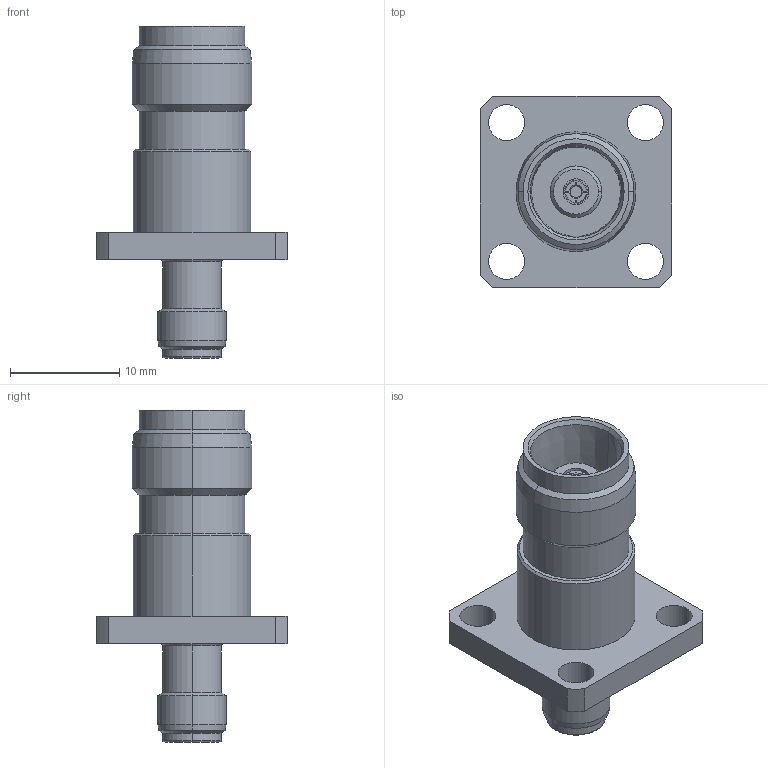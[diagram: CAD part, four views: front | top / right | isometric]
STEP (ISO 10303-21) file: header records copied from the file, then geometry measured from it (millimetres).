
FILE_DESCRIPTION (( 'STEP AP214' ), '1' );
FILE_NAME ('J01019A0035.STEP', '2018-07-13T06:27:14', ( '' ), ( '' ), 'SwSTEP 2.0', 'SolidWorks 2017', '' );
FILE_SCHEMA (( 'AUTOMOTIVE_DESIGN' ));
Length unit declared in the file: millimetre
Products named in the file (1): J01019A0035
Bounding box: 17.5 x 17.5 x 30.4 mm (x, y, z)
Volume: 2253.2 mm3; surface area: 1856.9 mm2
Topology: 1 solids, 1 shells, 116 faces, 268 edges, 168 vertices
Faces by surface type: cylinder 48, plane 34, cone 24, torus 10
Entity records: 4603 total; most frequent: CARTESIAN_POINT 649, DIRECTION 586, ORIENTED_EDGE 536, EDGE_CURVE 268, AXIS2_PLACEMENT_3D 233, VERTEX_POINT 168, EDGE_LOOP 138, LINE 120
